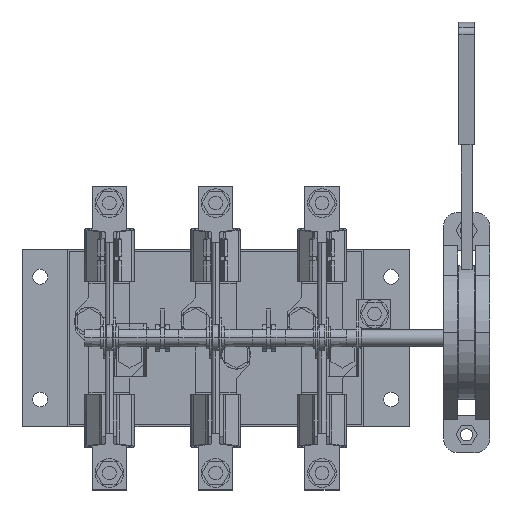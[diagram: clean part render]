
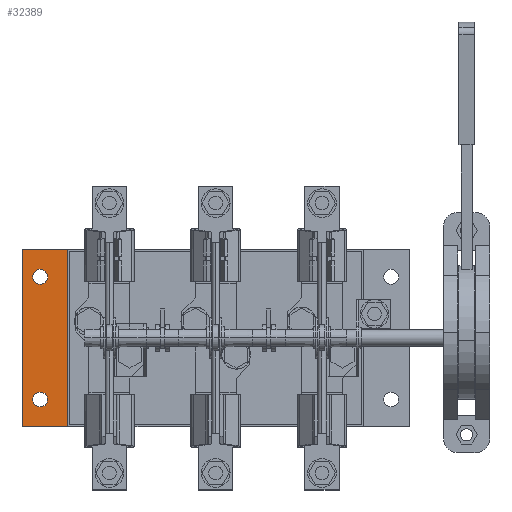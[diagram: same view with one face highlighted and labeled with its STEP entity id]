
A CAD part, top view. The second image highlights one B-rep face of the part: STEP entity #32389.
In plain terms, the highlighted planar face has unit normal (0, 0, 1).
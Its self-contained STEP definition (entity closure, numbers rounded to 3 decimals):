
#750 = CARTESIAN_POINT ( 'NONE',  ( -123.25, -45., 1.5 ) ) ;
#1659 = AXIS2_PLACEMENT_3D ( 'NONE', #36587, #15400, #40114 ) ;
#2171 = DIRECTION ( 'NONE',  ( 1., 0., 0. ) ) ;
#2192 = VERTEX_POINT ( 'NONE', #26968 ) ;
#2823 = VERTEX_POINT ( 'NONE', #6997 ) ;
#3063 = DIRECTION ( 'NONE',  ( -1., 0., 0. ) ) ;
#3426 = CIRCLE ( 'NONE', #5271, 5.5 ) ;
#4165 = FACE_BOUND ( 'NONE', #15194, .T. ) ;
#4425 = CIRCLE ( 'NONE', #17296, 5.5 ) ;
#5271 = AXIS2_PLACEMENT_3D ( 'NONE', #6863, #31651, #10487 ) ;
#5463 = DIRECTION ( 'NONE',  ( -1., 0., 0. ) ) ;
#5800 = VECTOR ( 'NONE', #37804, 1000. ) ;
#5834 = VECTOR ( 'NONE', #17826, 1000. ) ;
#6388 = CARTESIAN_POINT ( 'NONE',  ( -134.25, -45., 1.5 ) ) ;
#6863 = CARTESIAN_POINT ( 'NONE',  ( -128.75, 45., 1.5 ) ) ;
#6997 = CARTESIAN_POINT ( 'NONE',  ( -123.25, 45., 1.5 ) ) ;
#7192 = CARTESIAN_POINT ( 'NONE',  ( -108.5, 65., 1.5 ) ) ;
#10487 = DIRECTION ( 'NONE',  ( 1., 0., 0. ) ) ;
#11010 = EDGE_CURVE ( 'NONE', #13919, #28980, #23690, .T. ) ;
#12373 = CARTESIAN_POINT ( 'NONE',  ( -108.5, -65., 1.5 ) ) ;
#13346 = EDGE_CURVE ( 'NONE', #28980, #29759, #15357, .T. ) ;
#13653 = AXIS2_PLACEMENT_3D ( 'NONE', #45420, #24385, #3063 ) ;
#13919 = VERTEX_POINT ( 'NONE', #16866 ) ;
#14631 = VECTOR ( 'NONE', #39570, 1000. ) ;
#15194 = EDGE_LOOP ( 'NONE', ( #44879, #45550 ) ) ;
#15357 = LINE ( 'NONE', #16459, #5800 ) ;
#15400 = DIRECTION ( 'NONE',  ( 0., 0., 1. ) ) ;
#15480 = EDGE_CURVE ( 'NONE', #29759, #40671, #25034, .T. ) ;
#16459 = CARTESIAN_POINT ( 'NONE',  ( -108.5, 65., 1.5 ) ) ;
#16866 = CARTESIAN_POINT ( 'NONE',  ( -142., 65., 1.5 ) ) ;
#17296 = AXIS2_PLACEMENT_3D ( 'NONE', #44575, #23538, #2171 ) ;
#17826 = DIRECTION ( 'NONE',  ( 1., 0., 0. ) ) ;
#17856 = PLANE ( 'NONE',  #23649 ) ;
#19585 = CARTESIAN_POINT ( 'NONE',  ( -108.5, -65., 1.5 ) ) ;
#22996 = EDGE_LOOP ( 'NONE', ( #33831, #29797, #28332, #30652 ) ) ;
#23538 = DIRECTION ( 'NONE',  ( 0., 0., 1. ) ) ;
#23543 = EDGE_LOOP ( 'NONE', ( #44370, #44635 ) ) ;
#23649 = AXIS2_PLACEMENT_3D ( 'NONE', #35453, #24792, #42480 ) ;
#23690 = LINE ( 'NONE', #7192, #5834 ) ;
#24385 = DIRECTION ( 'NONE',  ( 0., 0., 1. ) ) ;
#24792 = DIRECTION ( 'NONE',  ( 0., 0., 1. ) ) ;
#25034 = LINE ( 'NONE', #12373, #33274 ) ;
#26968 = CARTESIAN_POINT ( 'NONE',  ( -134.25, 45., 1.5 ) ) ;
#28332 = ORIENTED_EDGE ( 'NONE', *, *, #15480, .F. ) ;
#28529 = CIRCLE ( 'NONE', #1659, 5.5 ) ;
#28980 = VERTEX_POINT ( 'NONE', #42464 ) ;
#29086 = VERTEX_POINT ( 'NONE', #750 ) ;
#29759 = VERTEX_POINT ( 'NONE', #19585 ) ;
#29797 = ORIENTED_EDGE ( 'NONE', *, *, #35216, .F. ) ;
#30652 = ORIENTED_EDGE ( 'NONE', *, *, #13346, .F. ) ;
#31651 = DIRECTION ( 'NONE',  ( 0., 0., 1. ) ) ;
#32389 = ADVANCED_FACE ( 'NONE', ( #41865, #4165, #32483 ), #17856, .T. ) ;
#32419 = CIRCLE ( 'NONE', #13653, 5.5 ) ;
#32483 = FACE_OUTER_BOUND ( 'NONE', #22996, .T. ) ;
#32555 = CARTESIAN_POINT ( 'NONE',  ( -142., 65., 1.5 ) ) ;
#33274 = VECTOR ( 'NONE', #5463, 1000. ) ;
#33831 = ORIENTED_EDGE ( 'NONE', *, *, #11010, .F. ) ;
#35216 = EDGE_CURVE ( 'NONE', #40671, #13919, #40605, .T. ) ;
#35453 = CARTESIAN_POINT ( 'NONE',  ( 0., 0., 1.5 ) ) ;
#35781 = EDGE_CURVE ( 'NONE', #29086, #40181, #28529, .T. ) ;
#36553 = EDGE_CURVE ( 'NONE', #2823, #2192, #3426, .T. ) ;
#36587 = CARTESIAN_POINT ( 'NONE',  ( -128.75, -45., 1.5 ) ) ;
#37804 = DIRECTION ( 'NONE',  ( 0., -1., 0. ) ) ;
#39570 = DIRECTION ( 'NONE',  ( 0., 1., 0. ) ) ;
#40114 = DIRECTION ( 'NONE',  ( -1., 0., 0. ) ) ;
#40181 = VERTEX_POINT ( 'NONE', #6388 ) ;
#40605 = LINE ( 'NONE', #32555, #14631 ) ;
#40671 = VERTEX_POINT ( 'NONE', #44908 ) ;
#41865 = FACE_BOUND ( 'NONE', #23543, .T. ) ;
#42224 = EDGE_CURVE ( 'NONE', #40181, #29086, #32419, .T. ) ;
#42464 = CARTESIAN_POINT ( 'NONE',  ( -108.5, 65., 1.5 ) ) ;
#42480 = DIRECTION ( 'NONE',  ( 1., 0., 0. ) ) ;
#43401 = EDGE_CURVE ( 'NONE', #2192, #2823, #4425, .T. ) ;
#44370 = ORIENTED_EDGE ( 'NONE', *, *, #35781, .F. ) ;
#44575 = CARTESIAN_POINT ( 'NONE',  ( -128.75, 45., 1.5 ) ) ;
#44635 = ORIENTED_EDGE ( 'NONE', *, *, #42224, .F. ) ;
#44879 = ORIENTED_EDGE ( 'NONE', *, *, #36553, .F. ) ;
#44908 = CARTESIAN_POINT ( 'NONE',  ( -142., -65., 1.5 ) ) ;
#45420 = CARTESIAN_POINT ( 'NONE',  ( -128.75, -45., 1.5 ) ) ;
#45550 = ORIENTED_EDGE ( 'NONE', *, *, #43401, .F. ) ;
